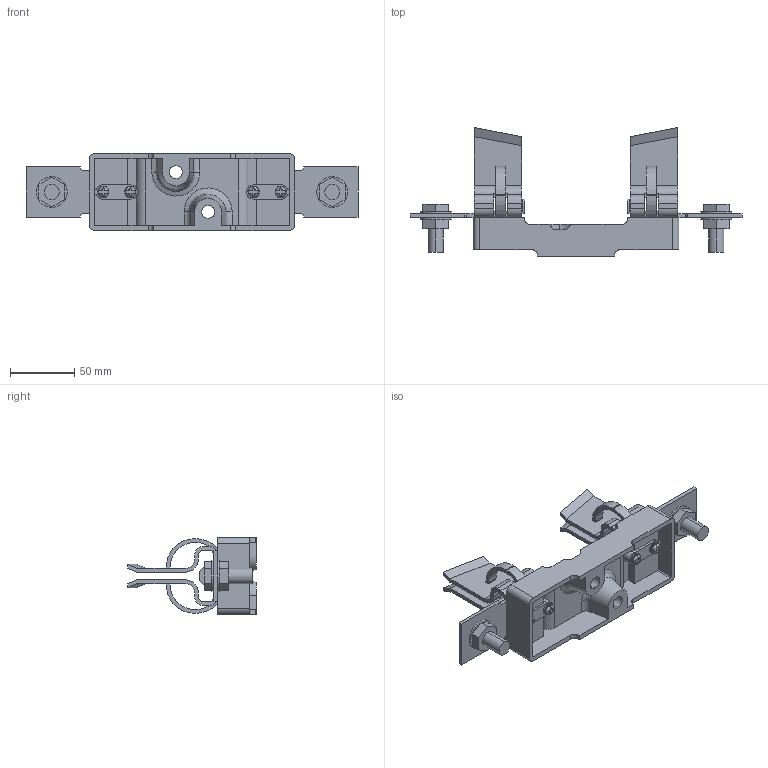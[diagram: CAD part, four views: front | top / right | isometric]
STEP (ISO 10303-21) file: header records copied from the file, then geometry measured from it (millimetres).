
FILE_DESCRIPTION (( 'STEP AP214' ), '1' );
FILE_NAME ('DPP50D-DP-630 Äåðæàòåëü ïëàâêîãî ïðåäîõðàíèòåëÿ ÄÏ-39, ãàáàðèò 3, 630À.STEP', '2018-04-27T13:39:30', ( '' ), ( '' ), 'SwSTEP 2.0', 'SolidWorks 2014', '' );
FILE_SCHEMA (( 'AUTOMOTIVE_DESIGN' ));
Length unit declared in the file: millimetre
Products named in the file (1): DPP50D-DP-630 Äåðæàòåëü ïëàâêîãî ïðåäîõðàíèòåëÿ ÄÏ-39, ãàáàðèò 3, 630À
Bounding box: 258 x 100 x 60 mm (x, y, z)
Volume: 171915.2 mm3; surface area: 91347.6 mm2
Topology: 1 solids, 3 shells, 500 faces, 1404 edges, 924 vertices
Faces by surface type: plane 324, cylinder 154, torus 16, bspline 6
Entity records: 17106 total; most frequent: CARTESIAN_POINT 3897, ORIENTED_EDGE 2808, DIRECTION 2708, EDGE_CURVE 1404, LINE 962, VECTOR 962, VERTEX_POINT 924, AXIS2_PLACEMENT_3D 873
